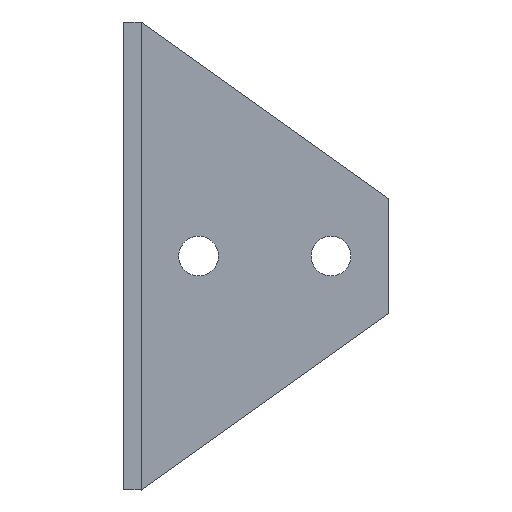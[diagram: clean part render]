
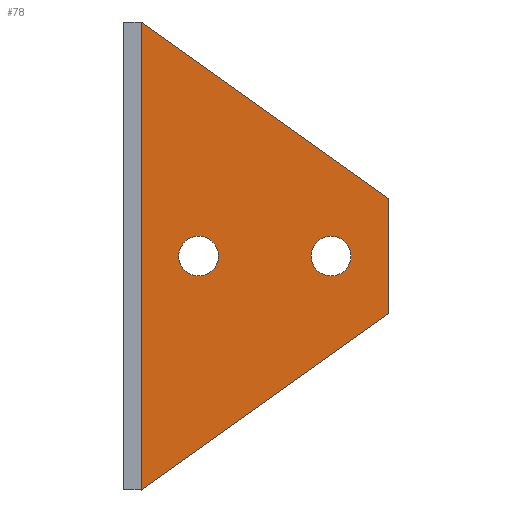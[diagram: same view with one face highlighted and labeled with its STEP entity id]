
A CAD part, top view. The second image highlights one B-rep face of the part: STEP entity #78.
In plain terms, the highlighted planar face has unit normal (0, 0, 1).
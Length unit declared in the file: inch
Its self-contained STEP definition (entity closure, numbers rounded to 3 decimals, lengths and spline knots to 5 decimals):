
#78=ADVANCED_FACE('',(#173,#174,#175),#176,.T.);
#173=FACE_BOUND('',#310,.T.);
#174=FACE_BOUND('',#311,.T.);
#175=FACE_OUTER_BOUND('',#312,.T.);
#176=PLANE('',#313);
#310=EDGE_LOOP('',(#557,#558,#559,#560));
#311=EDGE_LOOP('',(#561,#562,#563,#564));
#312=EDGE_LOOP('',(#565,#566,#567,#568));
#313=AXIS2_PLACEMENT_3D('',#569,#570,#571);
#557=ORIENTED_EDGE('',*,*,#767,.F.);
#558=ORIENTED_EDGE('',*,*,#749,.F.);
#559=ORIENTED_EDGE('',*,*,#768,.F.);
#560=ORIENTED_EDGE('',*,*,#769,.F.);
#561=ORIENTED_EDGE('',*,*,#770,.F.);
#562=ORIENTED_EDGE('',*,*,#728,.F.);
#563=ORIENTED_EDGE('',*,*,#756,.F.);
#564=ORIENTED_EDGE('',*,*,#771,.F.);
#565=ORIENTED_EDGE('',*,*,#772,.F.);
#566=ORIENTED_EDGE('',*,*,#773,.F.);
#567=ORIENTED_EDGE('',*,*,#759,.F.);
#568=ORIENTED_EDGE('',*,*,#774,.F.);
#569=CARTESIAN_POINT('',(1.22941,3.30882,0.125));
#570=DIRECTION('',(0.0,0.0,1.0));
#571=DIRECTION('',(1.0,0.0,0.0));
#728=EDGE_CURVE('',#863,#864,#865,.T.);
#749=EDGE_CURVE('',#900,#901,#902,.T.);
#756=EDGE_CURVE('',#909,#863,#910,.T.);
#759=EDGE_CURVE('',#913,#914,#915,.T.);
#767=EDGE_CURVE('',#901,#925,#926,.T.);
#768=EDGE_CURVE('',#927,#900,#928,.T.);
#769=EDGE_CURVE('',#925,#927,#929,.T.);
#770=EDGE_CURVE('',#864,#930,#931,.T.);
#771=EDGE_CURVE('',#930,#909,#932,.T.);
#772=EDGE_CURVE('',#921,#933,#934,.T.);
#773=EDGE_CURVE('',#914,#921,#935,.T.);
#774=EDGE_CURVE('',#933,#913,#936,.T.);
#863=VERTEX_POINT('',#1072);
#864=VERTEX_POINT('',#1073);
#865=B_SPLINE_CURVE_WITH_KNOTS('',3,(#1074,#1075,#1076,#1077),.UNSPECIFIED.,.F.,.F.,(4,4),(0.0,80.0),.UNSPECIFIED.);
#900=VERTEX_POINT('',#1145);
#901=VERTEX_POINT('',#1146);
#902=B_SPLINE_CURVE_WITH_KNOTS('',3,(#1147,#1148,#1149,#1150),.UNSPECIFIED.,.F.,.F.,(4,4),(0.0,80.0),.UNSPECIFIED.);
#909=VERTEX_POINT('',#1159);
#910=B_SPLINE_CURVE_WITH_KNOTS('',3,(#1160,#1161,#1162,#1163),.UNSPECIFIED.,.F.,.F.,(4,4),(0.0,80.0),.UNSPECIFIED.);
#913=VERTEX_POINT('',#1167);
#914=VERTEX_POINT('',#1168);
#915=LINE('',#1169,#1170);
#921=VERTEX_POINT('',#1179);
#925=VERTEX_POINT('',#1185);
#926=B_SPLINE_CURVE_WITH_KNOTS('',3,(#1186,#1187,#1188,#1189),.UNSPECIFIED.,.F.,.F.,(4,4),(0.0,80.0),.UNSPECIFIED.);
#927=VERTEX_POINT('',#1190);
#928=B_SPLINE_CURVE_WITH_KNOTS('',3,(#1191,#1192,#1193,#1194),.UNSPECIFIED.,.F.,.F.,(4,4),(0.0,80.0),.UNSPECIFIED.);
#929=B_SPLINE_CURVE_WITH_KNOTS('',3,(#1195,#1196,#1197,#1198),.UNSPECIFIED.,.F.,.F.,(4,4),(0.0,80.0),.UNSPECIFIED.);
#930=VERTEX_POINT('',#1199);
#931=B_SPLINE_CURVE_WITH_KNOTS('',3,(#1200,#1201,#1202,#1203),.UNSPECIFIED.,.F.,.F.,(4,4),(0.0,80.0),.UNSPECIFIED.);
#932=B_SPLINE_CURVE_WITH_KNOTS('',3,(#1204,#1205,#1206,#1207),.UNSPECIFIED.,.F.,.F.,(4,4),(0.0,80.0),.UNSPECIFIED.);
#933=VERTEX_POINT('',#1208);
#934=LINE('',#1209,#1210);
#935=LINE('',#1211,#1212);
#936=LINE('',#1213,#1214);
#1072=CARTESIAN_POINT('',(0.81159,3.02789,0.125));
#1073=CARTESIAN_POINT('',(1.09253,3.30883,0.125));
#1074=CARTESIAN_POINT('',(0.81159,3.02789,0.125));
#1075=CARTESIAN_POINT('',(0.96675,3.02789,0.125));
#1076=CARTESIAN_POINT('',(1.09253,3.15367,0.125));
#1077=CARTESIAN_POINT('',(1.09253,3.30883,0.125));
#1145=CARTESIAN_POINT('',(2.68452,3.02789,0.125));
#1146=CARTESIAN_POINT('',(2.96545,3.30883,0.125));
#1147=CARTESIAN_POINT('',(2.68452,3.02789,0.125));
#1148=CARTESIAN_POINT('',(2.83967,3.02789,0.125));
#1149=CARTESIAN_POINT('',(2.96545,3.15367,0.125));
#1150=CARTESIAN_POINT('',(2.96545,3.30883,0.125));
#1159=CARTESIAN_POINT('',(0.53066,3.30883,0.125));
#1160=CARTESIAN_POINT('',(0.53066,3.30883,0.125));
#1161=CARTESIAN_POINT('',(0.53066,3.15367,0.125));
#1162=CARTESIAN_POINT('',(0.65644,3.02789,0.125));
#1163=CARTESIAN_POINT('',(0.81159,3.02789,0.125));
#1167=CARTESIAN_POINT('',(3.49611,2.49722,0.125));
#1168=CARTESIAN_POINT('',(0.,0.,0.125));
#1169=CARTESIAN_POINT('',(0.,0.,0.125));
#1170=VECTOR('',#1331,1.);
#1179=CARTESIAN_POINT('',(0.,6.61765,0.125));
#1185=CARTESIAN_POINT('',(2.68452,3.58976,0.125));
#1186=CARTESIAN_POINT('',(2.96545,3.30883,0.125));
#1187=CARTESIAN_POINT('',(2.96545,3.46398,0.125));
#1188=CARTESIAN_POINT('',(2.83967,3.58976,0.125));
#1189=CARTESIAN_POINT('',(2.68452,3.58976,0.125));
#1190=CARTESIAN_POINT('',(2.40358,3.30883,0.125));
#1191=CARTESIAN_POINT('',(2.40358,3.30883,0.125));
#1192=CARTESIAN_POINT('',(2.40358,3.15367,0.125));
#1193=CARTESIAN_POINT('',(2.52935,3.02789,0.125));
#1194=CARTESIAN_POINT('',(2.68452,3.02789,0.125));
#1195=CARTESIAN_POINT('',(2.68452,3.58976,0.125));
#1196=CARTESIAN_POINT('',(2.52935,3.58976,0.125));
#1197=CARTESIAN_POINT('',(2.40358,3.46398,0.125));
#1198=CARTESIAN_POINT('',(2.40358,3.30883,0.125));
#1199=CARTESIAN_POINT('',(0.81159,3.58976,0.125));
#1200=CARTESIAN_POINT('',(1.09253,3.30883,0.125));
#1201=CARTESIAN_POINT('',(1.09253,3.46398,0.125));
#1202=CARTESIAN_POINT('',(0.96675,3.58976,0.125));
#1203=CARTESIAN_POINT('',(0.81159,3.58976,0.125));
#1204=CARTESIAN_POINT('',(0.81159,3.58976,0.125));
#1205=CARTESIAN_POINT('',(0.65644,3.58976,0.125));
#1206=CARTESIAN_POINT('',(0.53066,3.46398,0.125));
#1207=CARTESIAN_POINT('',(0.53066,3.30883,0.125));
#1208=CARTESIAN_POINT('',(3.49611,4.12042,0.125));
#1209=CARTESIAN_POINT('',(3.49611,4.12042,0.125));
#1210=VECTOR('',#1337,1.0);
#1211=CARTESIAN_POINT('',(0.,6.61765,0.125));
#1212=VECTOR('',#1338,1.0);
#1213=CARTESIAN_POINT('',(3.49611,2.49722,0.125));
#1214=VECTOR('',#1339,1.0);
#1331=DIRECTION('',(-0.814,-0.581,-0.0));
#1337=DIRECTION('',(0.814,-0.581,0.0));
#1338=DIRECTION('',(0.0,1.0,0.0));
#1339=DIRECTION('',(-0.0,-1.0,-0.0));
